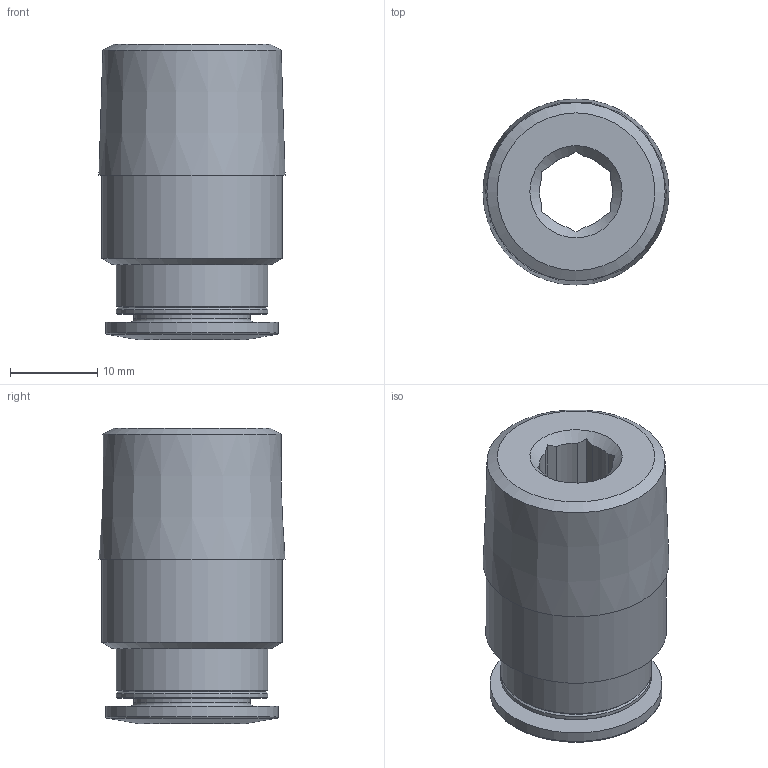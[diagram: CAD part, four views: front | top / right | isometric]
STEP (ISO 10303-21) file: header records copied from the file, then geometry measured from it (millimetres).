
FILE_DESCRIPTION(/* description */ ('STEP AP214'),/* implementation_level */ '2;1');
FILE_NAME(/* name */ '153021_QS-1_2-12-I',/* time_stamp */ '2024-09-14T05:34:43+02:00',/* author */ ('License CC BY-ND 4.0'),/* organization */ ('CADENAS'),/* preprocessor_version */ 'ST-DEVELOPER v19.3',/* originating_system */ 'PARTsolutions',/* authorisation */ ' ');
FILE_SCHEMA (('AUTOMOTIVE_DESIGN {1 0 10303 214 3 1 1}'));
Length unit declared in the file: millimetre
Products named in the file (1): 153021 QS-1/2-12-I
Bounding box: 21.38 x 21.38 x 33.9 mm (x, y, z)
Volume: 7370.5 mm3; surface area: 4082.2 mm2
Topology: 1 solids, 1 shells, 41 faces, 94 edges, 59 vertices
Faces by surface type: plane 18, cylinder 12, cone 8, torus 3
Full cylindrical faces by diameter (mm): 12 x1, 13.4 x1, 17.4 x2, 19.8 x1, 20.8 x1
Entity records: 1387 total; most frequent: CARTESIAN_POINT 212, DIRECTION 182, ORIENTED_EDGE 152, EDGE_CURVE 76, AXIS2_PLACEMENT_3D 76, EDGE_LOOP 64, FACE_BOUND 64, VERTEX_POINT 58
